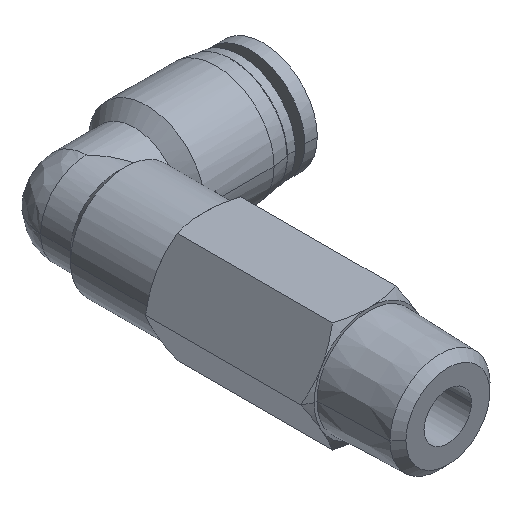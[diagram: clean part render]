
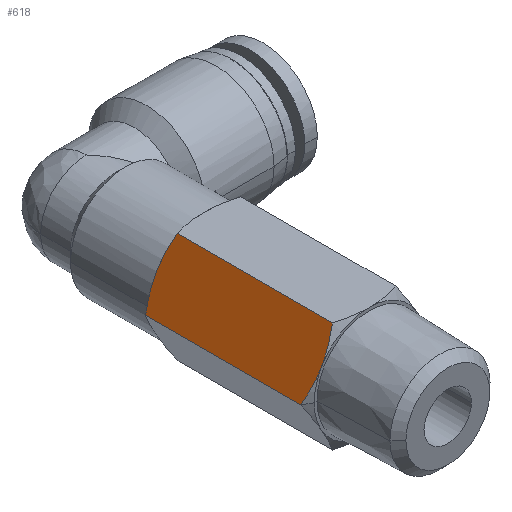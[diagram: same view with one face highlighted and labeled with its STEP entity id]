
A CAD part, isometric view. The second image highlights one B-rep face of the part: STEP entity #618.
In plain terms, the highlighted planar face has unit normal (-0.866, 0, 0.5).
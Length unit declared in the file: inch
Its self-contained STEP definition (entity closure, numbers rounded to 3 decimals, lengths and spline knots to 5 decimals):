
#142 = CARTESIAN_POINT ( 'NONE',  ( -0.25224, -0.82677, 0.11428 ) ) ;
#166 = VECTOR ( 'NONE', #2383, 39.37008 ) ;
#200 = CARTESIAN_POINT ( 'NONE',  ( -0.31822, -0.02461, 0. ) ) ;
#292 = CARTESIAN_POINT ( 'NONE',  ( -0.15911, -0.82677, 0.27559 ) ) ;
#303 = CARTESIAN_POINT ( 'NONE',  ( -0.31822, -0.82677, 0. ) ) ;
#333 = CARTESIAN_POINT ( 'NONE',  ( -0.31822, -0.80216, 0. ) ) ;
#399 = CARTESIAN_POINT ( 'NONE',  ( -0.23867, -0.82677, 0.13779 ) ) ;
#410 = CARTESIAN_POINT ( 'NONE',  ( -0.22509, -0.82677, 0.16131 ) ) ;
#441 = CARTESIAN_POINT ( 'NONE',  ( -0.2117, -0.82442, 0.18451 ) ) ;
#462 = CARTESIAN_POINT ( 'NONE',  ( -0.15911, -0.80216, 0.27559 ) ) ;
#474 = DIRECTION ( 'NONE',  ( 0.5, 0., 0.866 ) ) ;
#592 = DIRECTION ( 'NONE',  ( 0., 1., 0. ) ) ;
#618 = ADVANCED_FACE ( 'NONE', ( #3125 ), #2655, .T. ) ;
#663 = ORIENTED_EDGE ( 'NONE', *, *, #2074, .T. ) ;
#689 = CARTESIAN_POINT ( 'NONE',  ( -0.25224, 0., 0.11428 ) ) ;
#753 = EDGE_CURVE ( 'NONE', #2951, #2128, #2800, .T. ) ;
#766 = VERTEX_POINT ( 'NONE', #333 ) ;
#836 = VERTEX_POINT ( 'NONE', #200 ) ;
#843 = VECTOR ( 'NONE', #592, 39.37008 ) ;
#960 = ORIENTED_EDGE ( 'NONE', *, *, #3089, .F. ) ;
#969 = CARTESIAN_POINT ( 'NONE',  ( -0.23867, 0., 0.13779 ) ) ;
#1006 = CARTESIAN_POINT ( 'NONE',  ( -0.17211, -0.01711, 0.25308 ) ) ;
#1099 = LINE ( 'NONE', #303, #166 ) ;
#1138 = CARTESIAN_POINT ( 'NONE',  ( -0.23867, 0., 0.13779 ) ) ;
#1214 = CARTESIAN_POINT ( 'NONE',  ( -0.18521, -0.01092, 0.23039 ) ) ;
#1260 = VERTEX_POINT ( 'NONE', #1138 ) ;
#1361 = EDGE_CURVE ( 'NONE', #1260, #836, #1714, .T. ) ;
#1396 = EDGE_CURVE ( 'NONE', #3600, #1260, #1620, .T. ) ;
#1553 = CARTESIAN_POINT ( 'NONE',  ( -0.22509, 0., 0.16131 ) ) ;
#1601 = CARTESIAN_POINT ( 'NONE',  ( -0.15911, -0.02461, 0.27559 ) ) ;
#1620 = B_SPLINE_CURVE_WITH_KNOTS ( 'NONE', 3,
 ( #1601, #1006, #1214, #3338, #1553, #3655 ),
 .UNSPECIFIED., .F., .F.,
 ( 4, 2, 4 ),
 ( 0., 0.00204, 0.00409 ),
 .UNSPECIFIED. ) ;
#1714 = B_SPLINE_CURVE_WITH_KNOTS ( 'NONE', 3,
 ( #969, #689, #3151, #3081, #2855, #2835 ),
 .UNSPECIFIED., .F., .F.,
 ( 4, 2, 4 ),
 ( 0., 0.00204, 0.00409 ),
 .UNSPECIFIED. ) ;
#1729 = CARTESIAN_POINT ( 'NONE',  ( -0.29213, -0.81585, 0.0452 ) ) ;
#2023 = CARTESIAN_POINT ( 'NONE',  ( -0.31822, -0.80216, 0. ) ) ;
#2074 = EDGE_CURVE ( 'NONE', #2951, #3600, #3235, .T. ) ;
#2128 = VERTEX_POINT ( 'NONE', #3959 ) ;
#2266 = EDGE_LOOP ( 'NONE', ( #2622, #960, #2673, #663, #3395, #2537 ) ) ;
#2315 = CARTESIAN_POINT ( 'NONE',  ( -0.23867, -0.82677, 0.13779 ) ) ;
#2319 = CARTESIAN_POINT ( 'NONE',  ( -0.18521, -0.81585, 0.23039 ) ) ;
#2383 = DIRECTION ( 'NONE',  ( 0., 1., 0. ) ) ;
#2537 = ORIENTED_EDGE ( 'NONE', *, *, #1361, .T. ) ;
#2595 = EDGE_CURVE ( 'NONE', #766, #836, #1099, .T. ) ;
#2622 = ORIENTED_EDGE ( 'NONE', *, *, #2595, .F. ) ;
#2655 = PLANE ( 'NONE',  #2680 ) ;
#2673 = ORIENTED_EDGE ( 'NONE', *, *, #753, .F. ) ;
#2680 = AXIS2_PLACEMENT_3D ( 'NONE', #2760, #3833, #474 ) ;
#2760 = CARTESIAN_POINT ( 'NONE',  ( -0.15911, -0.82677, 0.27559 ) ) ;
#2800 = B_SPLINE_CURVE_WITH_KNOTS ( 'NONE', 3,
 ( #462, #3594, #2319, #441, #410, #399 ),
 .UNSPECIFIED., .F., .F.,
 ( 4, 2, 4 ),
 ( 0., 0.00204, 0.00409 ),
 .UNSPECIFIED. ) ;
#2828 = CARTESIAN_POINT ( 'NONE',  ( -0.15911, -0.80216, 0.27559 ) ) ;
#2835 = CARTESIAN_POINT ( 'NONE',  ( -0.31822, -0.02461, 0. ) ) ;
#2855 = CARTESIAN_POINT ( 'NONE',  ( -0.30523, -0.01711, 0.02251 ) ) ;
#2951 = VERTEX_POINT ( 'NONE', #2828 ) ;
#3081 = CARTESIAN_POINT ( 'NONE',  ( -0.29213, -0.01092, 0.0452 ) ) ;
#3089 = EDGE_CURVE ( 'NONE', #2128, #766, #3567, .T. ) ;
#3125 = FACE_OUTER_BOUND ( 'NONE', #2266, .T. ) ;
#3151 = CARTESIAN_POINT ( 'NONE',  ( -0.26564, -0.00235, 0.09108 ) ) ;
#3235 = LINE ( 'NONE', #292, #843 ) ;
#3338 = CARTESIAN_POINT ( 'NONE',  ( -0.2117, -0.00235, 0.18451 ) ) ;
#3360 = CARTESIAN_POINT ( 'NONE',  ( -0.15911, -0.02461, 0.27559 ) ) ;
#3395 = ORIENTED_EDGE ( 'NONE', *, *, #1396, .T. ) ;
#3524 = CARTESIAN_POINT ( 'NONE',  ( -0.26564, -0.82442, 0.09108 ) ) ;
#3567 = B_SPLINE_CURVE_WITH_KNOTS ( 'NONE', 3,
 ( #2315, #142, #3524, #1729, #3828, #2023 ),
 .UNSPECIFIED., .F., .F.,
 ( 4, 2, 4 ),
 ( 0., 0.00204, 0.00409 ),
 .UNSPECIFIED. ) ;
#3594 = CARTESIAN_POINT ( 'NONE',  ( -0.17211, -0.80966, 0.25308 ) ) ;
#3600 = VERTEX_POINT ( 'NONE', #3360 ) ;
#3655 = CARTESIAN_POINT ( 'NONE',  ( -0.23867, 0., 0.13779 ) ) ;
#3828 = CARTESIAN_POINT ( 'NONE',  ( -0.30523, -0.80966, 0.02251 ) ) ;
#3833 = DIRECTION ( 'NONE',  ( -0.866, 0., 0.5 ) ) ;
#3959 = CARTESIAN_POINT ( 'NONE',  ( -0.23867, -0.82677, 0.13779 ) ) ;
